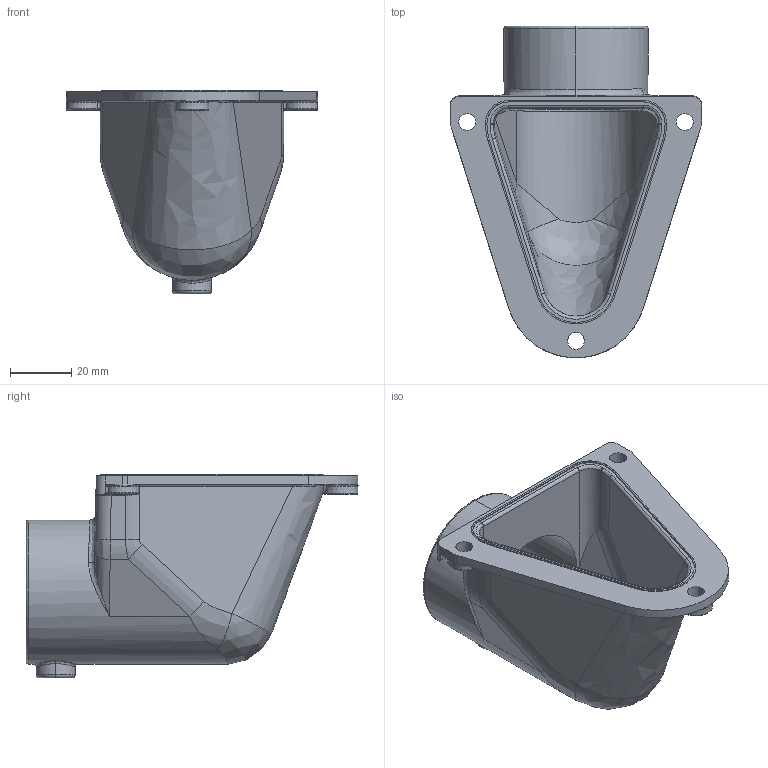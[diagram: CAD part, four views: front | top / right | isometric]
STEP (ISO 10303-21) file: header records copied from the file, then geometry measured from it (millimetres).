
FILE_DESCRIPTION((''),'2;1');
FILE_NAME('190837_ASM','2019-10-15T10:41:55',('pdmadmin'),('BANNER ENGINEERING'),'CREO PARAMETRIC BY PTC INC, 2018300','CREO PARAMETRIC BY PTC INC, 2018300','');
FILE_SCHEMA(('CONFIG_CONTROL_DESIGN'));
Length unit declared in the file: millimetre
Products named in the file (2): 156307; 190837_ASM
Assembly tree (1 placements, depth 2):
  190837_ASM
    156307
Bounding box: 82.1 x 108.34 x 66.5 mm (x, y, z)
Volume: 53471.1 mm3; surface area: 34318.7 mm2
Topology: 1 solids, 1 shells, 209 faces, 493 edges, 291 vertices
Faces by surface type: cylinder 62, bspline 51, plane 50, torus 26, extrusion 8, sphere 6, cone 6
Entity records: 9234 total; most frequent: CARTESIAN_POINT 4712, ORIENTED_EDGE 986, DIRECTION 859, EDGE_CURVE 493, AXIS2_PLACEMENT_3D 345, VERTEX_POINT 291, EDGE_LOOP 224, FACE_OUTER_BOUND 209
